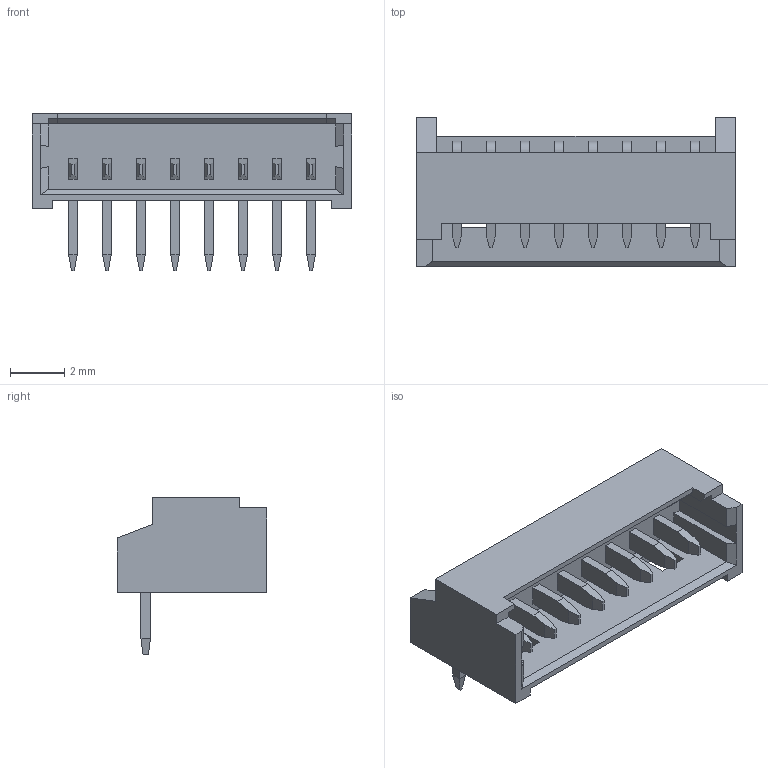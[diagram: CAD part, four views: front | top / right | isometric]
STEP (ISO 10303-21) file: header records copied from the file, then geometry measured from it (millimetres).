
FILE_DESCRIPTION(/* description */ (''),/* implementation_level */ '2;1');
FILE_NAME(/* name */ '530480810wbm000_01_214.stp',/* time_stamp */ '2021-10-22T20:48:32+05:00',/* author */ (''),/* organization */ (''),/* preprocessor_version */ 'ST-DEVELOPER v16.7',/* originating_system */ 'SIEMENS PLM Software NX 1919',/* authorisation */ '');
FILE_SCHEMA (('AUTOMOTIVE_DESIGN { 1 0 10303 214 3 1 1 1 }'));
Length unit declared in the file: millimetre
Products named in the file (1): 530480810wbm000_01
Bounding box: 11.75 x 5.5 x 5.8 mm (x, y, z)
Volume: 91.6 mm3; surface area: 336.4 mm2
Topology: 1 solids, 1 shells, 220 faces, 568 edges, 366 vertices
Faces by surface type: plane 212, cylinder 8
Entity records: 6556 total; most frequent: CARTESIAN_POINT 1155, ORIENTED_EDGE 1136, DIRECTION 1026, EDGE_CURVE 568, LINE 552, VECTOR 552, VERTEX_POINT 366, EDGE_LOOP 240
